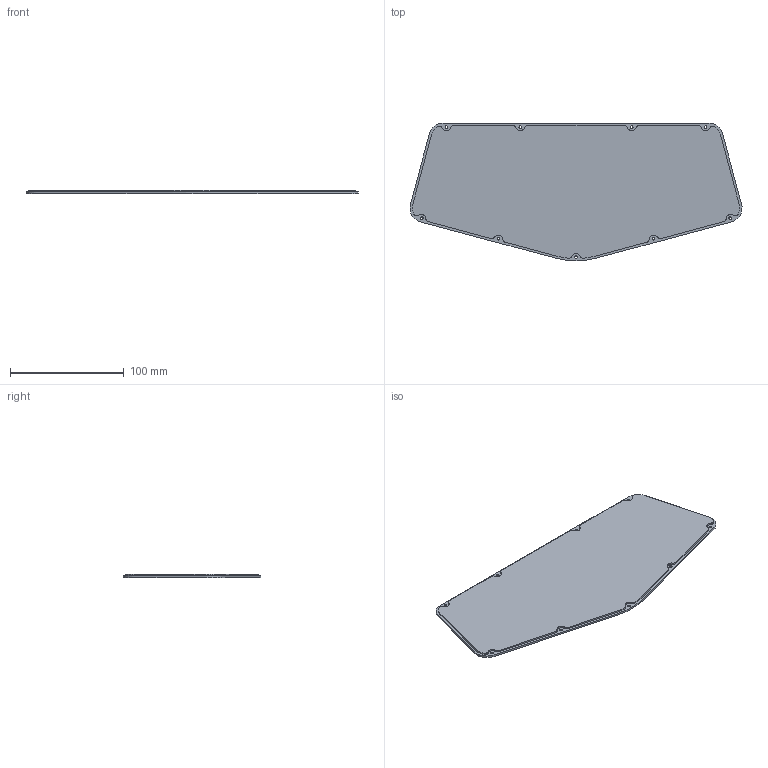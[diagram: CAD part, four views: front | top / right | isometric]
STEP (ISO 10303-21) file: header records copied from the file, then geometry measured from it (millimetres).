
FILE_DESCRIPTION(('FreeCAD Model'),'2;1');
FILE_NAME('Open CASCADE Shape Model','2025-12-02T04:05:23',(''),(''), 'Open CASCADE STEP processor 7.8','FreeCAD','Unknown');
FILE_SCHEMA(('AUTOMOTIVE_DESIGN { 1 0 10303 214 1 1 1 1 }'));
Length unit declared in the file: millimetre
Products named in the file (1): bottom
Bounding box: 291.71 x 120.88 x 3 mm (x, y, z)
Volume: 80655.3 mm3; surface area: 62714.6 mm2
Topology: 1 solids, 1 shells, 108 faces, 285 edges, 187 vertices
Faces by surface type: cylinder 61, plane 38, cone 9
Full cylindrical faces by diameter (mm): 2.4 x9
Entity records: 3448 total; most frequent: DIRECTION 634, CARTESIAN_POINT 581, ORIENTED_EDGE 570, EDGE_CURVE 285, AXIS2_PLACEMENT_3D 240, VERTEX_POINT 187, LINE 154, VECTOR 154
